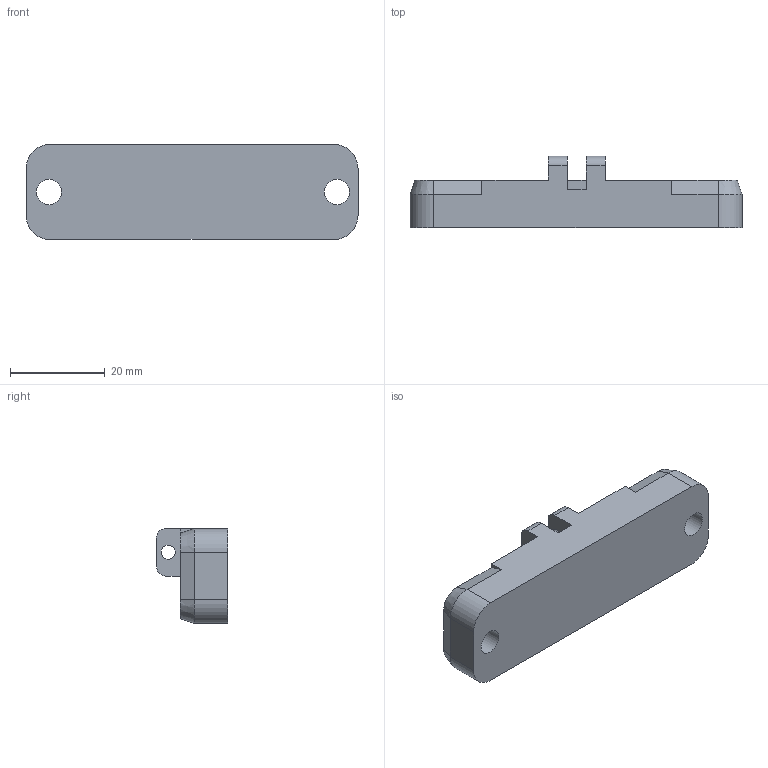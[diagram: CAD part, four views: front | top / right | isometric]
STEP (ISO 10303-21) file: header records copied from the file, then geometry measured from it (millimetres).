
FILE_DESCRIPTION(/* description */ (''),/* implementation_level */ '2;1');
FILE_NAME(/* name */ 'cameramountbottom.stp',/* time_stamp */ '2025-04-23T13:03:18-05:00',/* author */ ('renoh'),/* organization */ (''),/* preprocessor_version */ 'ST-DEVELOPER v20',/* originating_system */ 'Autodesk Inventor 2025',/* authorisation */ '');
FILE_SCHEMA (('AUTOMOTIVE_DESIGN { 1 0 10303 214 3 1 1 }'));
Length unit declared in the file: millimetre
Products named in the file (1): cameramountbottom
Bounding box: 70 x 15 x 20 mm (x, y, z)
Volume: 13383.9 mm3; surface area: 4956.6 mm2
Topology: 1 solids, 1 shells, 39 faces, 103 edges, 66 vertices
Faces by surface type: plane 23, cylinder 12, cone 4
Full cylindrical faces by diameter (mm): 3 x2, 5.3 x2
Entity records: 1260 total; most frequent: DIRECTION 211, CARTESIAN_POINT 209, ORIENTED_EDGE 206, EDGE_CURVE 103, LINE 75, VECTOR 75, AXIS2_PLACEMENT_3D 68, VERTEX_POINT 66
